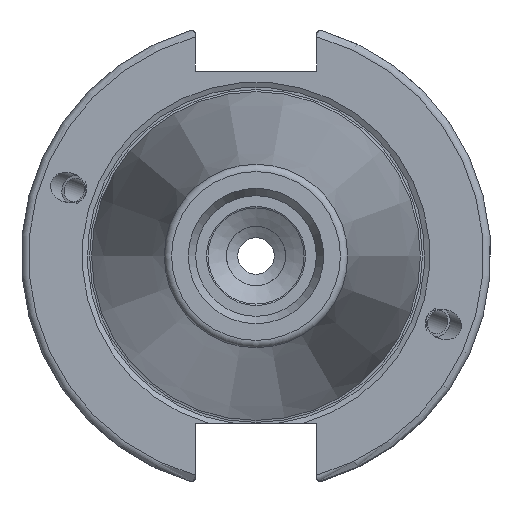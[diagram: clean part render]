
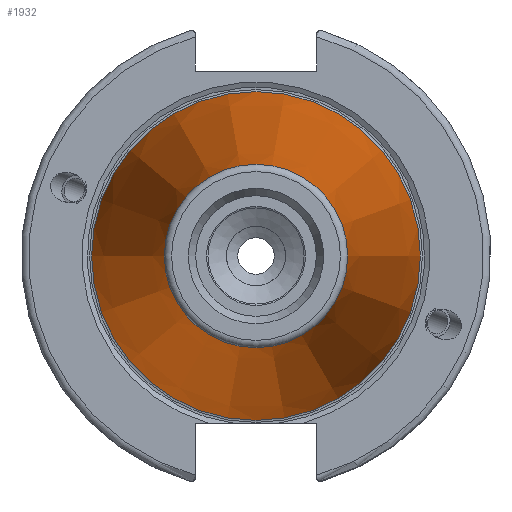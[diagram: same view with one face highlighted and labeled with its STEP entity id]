
A CAD part, left-side view. The second image highlights one B-rep face of the part: STEP entity #1932.
In plain terms, the highlighted conical face has half-angle 8.297 degrees and reference radius 17.248 mm.
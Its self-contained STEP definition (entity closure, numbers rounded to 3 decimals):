
#250=LINE('',#3727,#345);
#345=VECTOR('',#2752,17.248);
#372=CONICAL_SURFACE('',#2195,17.248,0.145);
#458=FACE_OUTER_BOUND('',#578,.T.);
#578=EDGE_LOOP('',(#1694,#1695,#1696,#1697,#1698));
#719=CIRCLE('',#2189,12.397);
#720=CIRCLE('',#2190,12.397);
#724=CIRCLE('',#2196,22.225);
#921=VERTEX_POINT('',#3714);
#922=VERTEX_POINT('',#3715);
#925=VERTEX_POINT('',#3725);
#1195=EDGE_CURVE('',#921,#922,#719,.T.);
#1196=EDGE_CURVE('',#922,#921,#720,.T.);
#1200=EDGE_CURVE('',#925,#925,#724,.T.);
#1201=EDGE_CURVE('',#925,#922,#250,.T.);
#1694=ORIENTED_EDGE('',*,*,#1200,.F.);
#1695=ORIENTED_EDGE('',*,*,#1201,.T.);
#1696=ORIENTED_EDGE('',*,*,#1195,.F.);
#1697=ORIENTED_EDGE('',*,*,#1196,.F.);
#1698=ORIENTED_EDGE('',*,*,#1201,.F.);
#1932=ADVANCED_FACE('',(#458),#372,.T.);
#2189=AXIS2_PLACEMENT_3D('',#3716,#2736,#2737);
#2190=AXIS2_PLACEMENT_3D('',#3717,#2738,#2739);
#2195=AXIS2_PLACEMENT_3D('',#3724,#2748,#2749);
#2196=AXIS2_PLACEMENT_3D('',#3726,#2750,#2751);
#2736=DIRECTION('center_axis',(-1.,0.,0.));
#2737=DIRECTION('ref_axis',(0.,-1.,0.));
#2738=DIRECTION('center_axis',(-1.,0.,0.));
#2739=DIRECTION('ref_axis',(0.,-1.,0.));
#2748=DIRECTION('center_axis',(1.,0.,0.));
#2749=DIRECTION('ref_axis',(0.,1.,0.));
#2750=DIRECTION('center_axis',(1.,0.,0.));
#2751=DIRECTION('ref_axis',(0.,0.,-1.));
#2752=DIRECTION('',(-0.99,0.144,0.));
#3714=CARTESIAN_POINT('',(-67.394,0.,12.397));
#3715=CARTESIAN_POINT('',(-67.394,-12.397,0.));
#3716=CARTESIAN_POINT('Origin',(-67.394,0.,0.));
#3717=CARTESIAN_POINT('Origin',(-67.394,0.,0.));
#3724=CARTESIAN_POINT('Origin',(-34.125,0.,0.));
#3725=CARTESIAN_POINT('',(0.,-22.225,0.));
#3726=CARTESIAN_POINT('Origin',(0.,0.,0.));
#3727=CARTESIAN_POINT('',(-34.125,-17.248,0.));
